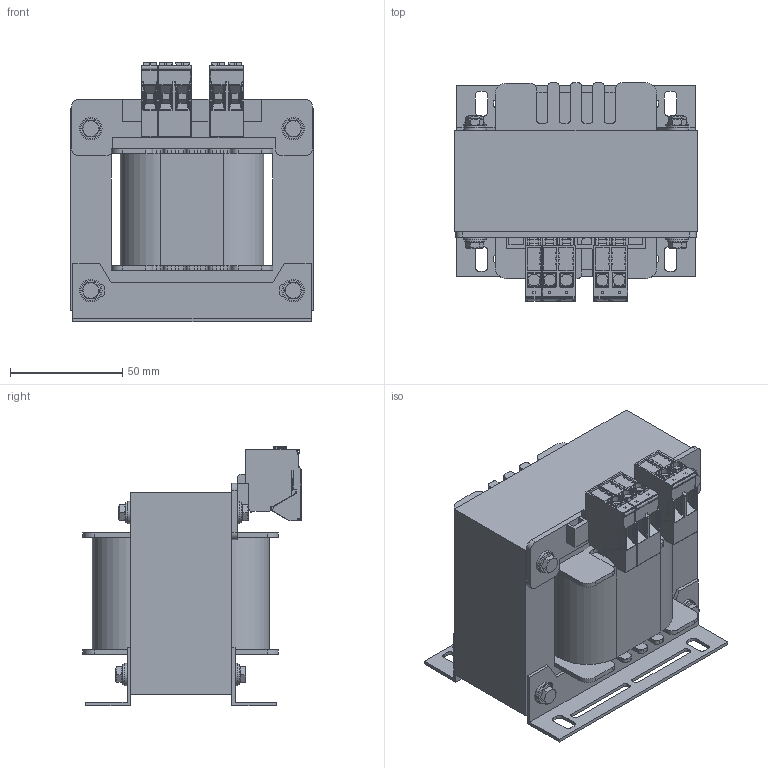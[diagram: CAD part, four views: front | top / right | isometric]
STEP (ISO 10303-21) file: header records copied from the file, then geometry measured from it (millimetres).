
FILE_DESCRIPTION(/* description */ (''),/* implementation_level */ '2;1');
FILE_NAME(/* name */ 'TNA01253200.stp',/* time_stamp */ '2023-09-06T10:21:28+02:00',/* author */ ('velazquez'),/* organization */ (''),/* preprocessor_version */ 'ST-DEVELOPER v19.2',/* originating_system */ 'Autodesk Inventor 2023',/* authorisation */ '');
FILE_SCHEMA (('AUTOMOTIVE_DESIGN { 1 0 10303 214 3 1 1 }'));
Products named in the file (12): TNA01253200; EI108 x 90 - 45 (RC36); AF36DIN; EI108; centrador M4; DIN 125 - A 4,3; DIN 934 - M4; EI 108 X 90 - 45; DIN 933 - M4  x 55; 1226_TKS_4_2_F NARANJA; 1226_TKS_4_2_F; 1225_TKS_4_1_F (TIERRA)
Assembly tree (32 placements, depth 2):
  TNA01253200
    EI108 x 90 - 45 (RC36)
    AF36DIN  x2
    centrador M4  x8
    EI108
    DIN 125 - A 4,3  x8
    DIN 933 - M4  x 55  x4
    DIN 934 - M4  x4
    EI 108 X 90 - 45
    1226_TKS_4_2_F NARANJA
    1226_TKS_4_2_F
    1225_TKS_4_1_F (TIERRA)
Bounding box: 108 x 97.15 x 115.26 mm (x, y, z)
Volume: 560887.2 mm3; surface area: 131074 mm2
Topology: 32 solids, 32 shells, 5256 faces, 14570 edges, 9502 vertices
Faces by surface type: plane 4294, cylinder 658, bspline 144, torus 108, cone 48, sphere 4
Full cylindrical faces by diameter (mm): 3.242 x4, 3.621 x4, 4 x12, 4.3 x8, 4.9 x8, 5.6 x6, 5.9 x4, 9 x8, 10 x8
Entity records: 169082 total; most frequent: CARTESIAN_POINT 33845, ORIENTED_EDGE 28092, DIRECTION 25153, EDGE_CURVE 14046, LINE 12467, VECTOR 12467, VERTEX_POINT 9174, AXIS2_PLACEMENT_3D 6343
